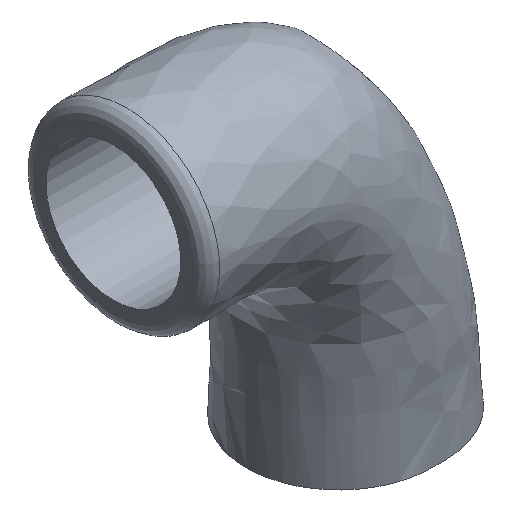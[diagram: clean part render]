
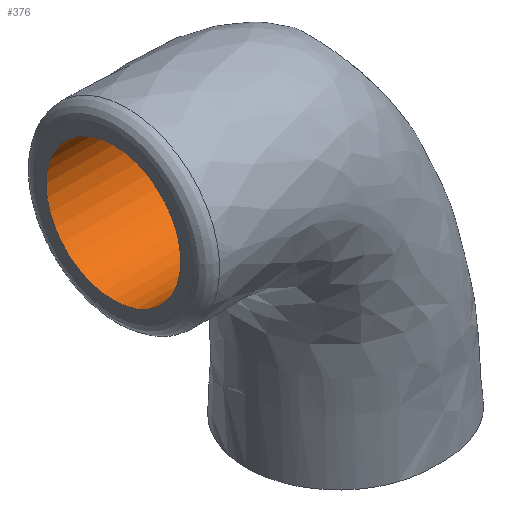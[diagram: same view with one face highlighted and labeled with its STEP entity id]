
A CAD part, isometric view. The second image highlights one B-rep face of the part: STEP entity #376.
In plain terms, the highlighted cylindrical face has radius 10.15 mm (diameter 20.3 mm), a full revolution.
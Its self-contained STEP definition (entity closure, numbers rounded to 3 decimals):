
#376 = ADVANCED_FACE( '', ( #780, #781 ), #782, .F. );
#780 = FACE_OUTER_BOUND( '', #4294, .T. );
#781 = FACE_OUTER_BOUND( '', #4295, .T. );
#782 = CYLINDRICAL_SURFACE( '', #4296, 10.15 );
#4294 = EDGE_LOOP( '', ( #6608 ) );
#4295 = EDGE_LOOP( '', ( #6609 ) );
#4296 = AXIS2_PLACEMENT_3D( '', #6610, #6611, #6612 );
#6608 = ORIENTED_EDGE( '', *, *, #6843, .T. );
#6609 = ORIENTED_EDGE( '', *, *, #7119, .F. );
#6610 = CARTESIAN_POINT( '', ( -20.8, 0., 42. ) );
#6611 = DIRECTION( '', ( 1., 0., 0. ) );
#6612 = DIRECTION( '', ( 0., -1., 0. ) );
#6843 = EDGE_CURVE( '', #7327, #7327, #7328, .T. );
#7119 = EDGE_CURVE( '', #7698, #7698, #7699, .T. );
#7327 = VERTEX_POINT( '', #8395 );
#7328 = CIRCLE( '', #8396, 10.15 );
#7698 = VERTEX_POINT( '', #10234 );
#7699 = CIRCLE( '', #10235, 10.15 );
#8395 = CARTESIAN_POINT( '', ( -20.8, -10.15, 42. ) );
#8396 = AXIS2_PLACEMENT_3D( '', #10440, #10441, #10442 );
#10234 = CARTESIAN_POINT( '', ( -36., -10.15, 42. ) );
#10235 = AXIS2_PLACEMENT_3D( '', #10815, #10816, #10817 );
#10440 = CARTESIAN_POINT( '', ( -20.8, 0., 42. ) );
#10441 = DIRECTION( '', ( 1., 0., 0. ) );
#10442 = DIRECTION( '', ( 0., -1., 0. ) );
#10815 = CARTESIAN_POINT( '', ( -36., 0., 42. ) );
#10816 = DIRECTION( '', ( 1., 0., 0. ) );
#10817 = DIRECTION( '', ( 0., -1., 0. ) );
